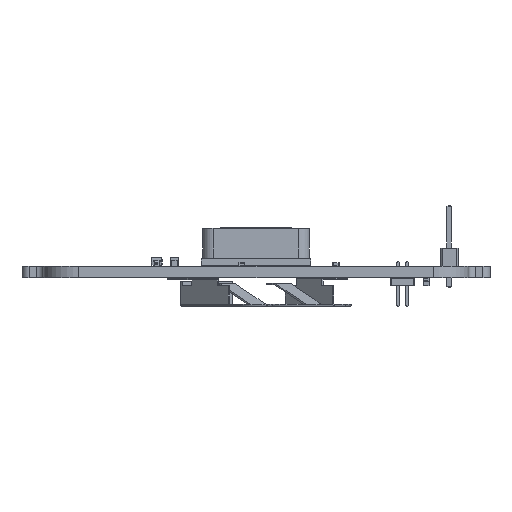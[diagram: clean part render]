
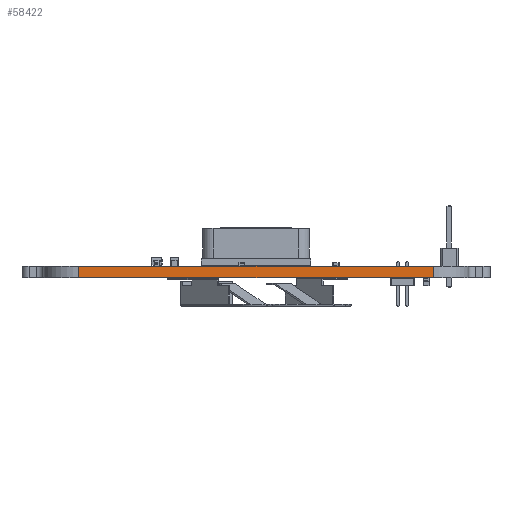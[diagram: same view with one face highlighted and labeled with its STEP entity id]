
A CAD part, left-side view. The second image highlights one B-rep face of the part: STEP entity #58422.
In plain terms, the highlighted planar face has unit normal (-1, 0, 0).
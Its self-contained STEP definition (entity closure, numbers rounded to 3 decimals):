
#52995 = PLANE('',#52996);
#52996 = AXIS2_PLACEMENT_3D('',#52997,#52998,#52999);
#52997 = CARTESIAN_POINT('',(0.007,0.007,1.6));
#52998 = DIRECTION('',(0.,0.,1.));
#52999 = DIRECTION('',(1.,0.,-0.));
#53023 = CYLINDRICAL_SURFACE('',#53024,5.);
#53024 = AXIS2_PLACEMENT_3D('',#53025,#53026,#53027);
#53025 = CARTESIAN_POINT('',(-25.,25.,0.));
#53026 = DIRECTION('',(-0.,-0.,-1.));
#53027 = DIRECTION('',(1.,0.,-0.));
#53049 = PLANE('',#53050);
#53050 = AXIS2_PLACEMENT_3D('',#53051,#53052,#53053);
#53051 = CARTESIAN_POINT('',(0.007,0.007,0.));
#53052 = DIRECTION('',(0.,0.,1.));
#53053 = DIRECTION('',(1.,0.,-0.));
#53142 = VERTEX_POINT('',#53143);
#53143 = CARTESIAN_POINT('',(-30.,25.,1.6));
#53165 = EDGE_CURVE('',#53166,#53142,#53168,.T.);
#53166 = VERTEX_POINT('',#53167);
#53167 = CARTESIAN_POINT('',(-30.,25.,0.));
#53168 = SURFACE_CURVE('',#53169,(#53173,#53180),.PCURVE_S1.);
#53169 = LINE('',#53170,#53171);
#53170 = CARTESIAN_POINT('',(-30.,25.,0.));
#53171 = VECTOR('',#53172,1.);
#53172 = DIRECTION('',(0.,0.,1.));
#53173 = PCURVE('',#53023,#53174);
#53174 = DEFINITIONAL_REPRESENTATION('',(#53175),#53179);
#53175 = LINE('',#53176,#53177);
#53176 = CARTESIAN_POINT('',(-3.142,0.));
#53177 = VECTOR('',#53178,1.);
#53178 = DIRECTION('',(-0.,-1.));
#53179 = ( GEOMETRIC_REPRESENTATION_CONTEXT(2) 
PARAMETRIC_REPRESENTATION_CONTEXT() REPRESENTATION_CONTEXT('2D SPACE',''
  ) );
#53180 = PCURVE('',#53181,#53186);
#53181 = PLANE('',#53182);
#53182 = AXIS2_PLACEMENT_3D('',#53183,#53184,#53185);
#53183 = CARTESIAN_POINT('',(-30.,25.,0.));
#53184 = DIRECTION('',(1.,0.,-0.));
#53185 = DIRECTION('',(0.,-1.,0.));
#53186 = DEFINITIONAL_REPRESENTATION('',(#53187),#53191);
#53187 = LINE('',#53188,#53189);
#53188 = CARTESIAN_POINT('',(0.,0.));
#53189 = VECTOR('',#53190,1.);
#53190 = DIRECTION('',(0.,-1.));
#53191 = ( GEOMETRIC_REPRESENTATION_CONTEXT(2) 
PARAMETRIC_REPRESENTATION_CONTEXT() REPRESENTATION_CONTEXT('2D SPACE',''
  ) );
#53220 = EDGE_CURVE('',#53166,#53221,#53223,.T.);
#53221 = VERTEX_POINT('',#53222);
#53222 = CARTESIAN_POINT('',(-30.,-25.,0.));
#53223 = SURFACE_CURVE('',#53224,(#53228,#53235),.PCURVE_S1.);
#53224 = LINE('',#53225,#53226);
#53225 = CARTESIAN_POINT('',(-30.,25.,0.));
#53226 = VECTOR('',#53227,1.);
#53227 = DIRECTION('',(0.,-1.,0.));
#53228 = PCURVE('',#53049,#53229);
#53229 = DEFINITIONAL_REPRESENTATION('',(#53230),#53234);
#53230 = LINE('',#53231,#53232);
#53231 = CARTESIAN_POINT('',(-30.007,24.993));
#53232 = VECTOR('',#53233,1.);
#53233 = DIRECTION('',(0.,-1.));
#53234 = ( GEOMETRIC_REPRESENTATION_CONTEXT(2) 
PARAMETRIC_REPRESENTATION_CONTEXT() REPRESENTATION_CONTEXT('2D SPACE',''
  ) );
#53235 = PCURVE('',#53181,#53236);
#53236 = DEFINITIONAL_REPRESENTATION('',(#53237),#53241);
#53237 = LINE('',#53238,#53239);
#53238 = CARTESIAN_POINT('',(0.,0.));
#53239 = VECTOR('',#53240,1.);
#53240 = DIRECTION('',(1.,0.));
#53241 = ( GEOMETRIC_REPRESENTATION_CONTEXT(2) 
PARAMETRIC_REPRESENTATION_CONTEXT() REPRESENTATION_CONTEXT('2D SPACE',''
  ) );
#53260 = CYLINDRICAL_SURFACE('',#53261,5.);
#53261 = AXIS2_PLACEMENT_3D('',#53262,#53263,#53264);
#53262 = CARTESIAN_POINT('',(-25.,-25.,0.));
#53263 = DIRECTION('',(-0.,-0.,-1.));
#53264 = DIRECTION('',(1.,0.,-0.));
#56043 = EDGE_CURVE('',#53142,#56044,#56046,.T.);
#56044 = VERTEX_POINT('',#56045);
#56045 = CARTESIAN_POINT('',(-30.,-25.,1.6));
#56046 = SURFACE_CURVE('',#56047,(#56051,#56058),.PCURVE_S1.);
#56047 = LINE('',#56048,#56049);
#56048 = CARTESIAN_POINT('',(-30.,25.,1.6));
#56049 = VECTOR('',#56050,1.);
#56050 = DIRECTION('',(0.,-1.,0.));
#56051 = PCURVE('',#52995,#56052);
#56052 = DEFINITIONAL_REPRESENTATION('',(#56053),#56057);
#56053 = LINE('',#56054,#56055);
#56054 = CARTESIAN_POINT('',(-30.007,24.993));
#56055 = VECTOR('',#56056,1.);
#56056 = DIRECTION('',(0.,-1.));
#56057 = ( GEOMETRIC_REPRESENTATION_CONTEXT(2) 
PARAMETRIC_REPRESENTATION_CONTEXT() REPRESENTATION_CONTEXT('2D SPACE',''
  ) );
#56058 = PCURVE('',#53181,#56059);
#56059 = DEFINITIONAL_REPRESENTATION('',(#56060),#56064);
#56060 = LINE('',#56061,#56062);
#56061 = CARTESIAN_POINT('',(0.,-1.6));
#56062 = VECTOR('',#56063,1.);
#56063 = DIRECTION('',(1.,0.));
#56064 = ( GEOMETRIC_REPRESENTATION_CONTEXT(2) 
PARAMETRIC_REPRESENTATION_CONTEXT() REPRESENTATION_CONTEXT('2D SPACE',''
  ) );
#58422 = ADVANCED_FACE('',(#58423),#53181,.F.);
#58423 = FACE_BOUND('',#58424,.F.);
#58424 = EDGE_LOOP('',(#58425,#58426,#58427,#58448));
#58425 = ORIENTED_EDGE('',*,*,#53165,.T.);
#58426 = ORIENTED_EDGE('',*,*,#56043,.T.);
#58427 = ORIENTED_EDGE('',*,*,#58428,.F.);
#58428 = EDGE_CURVE('',#53221,#56044,#58429,.T.);
#58429 = SURFACE_CURVE('',#58430,(#58434,#58441),.PCURVE_S1.);
#58430 = LINE('',#58431,#58432);
#58431 = CARTESIAN_POINT('',(-30.,-25.,0.));
#58432 = VECTOR('',#58433,1.);
#58433 = DIRECTION('',(0.,0.,1.));
#58434 = PCURVE('',#53181,#58435);
#58435 = DEFINITIONAL_REPRESENTATION('',(#58436),#58440);
#58436 = LINE('',#58437,#58438);
#58437 = CARTESIAN_POINT('',(50.,0.));
#58438 = VECTOR('',#58439,1.);
#58439 = DIRECTION('',(0.,-1.));
#58440 = ( GEOMETRIC_REPRESENTATION_CONTEXT(2) 
PARAMETRIC_REPRESENTATION_CONTEXT() REPRESENTATION_CONTEXT('2D SPACE',''
  ) );
#58441 = PCURVE('',#53260,#58442);
#58442 = DEFINITIONAL_REPRESENTATION('',(#58443),#58447);
#58443 = LINE('',#58444,#58445);
#58444 = CARTESIAN_POINT('',(-3.142,0.));
#58445 = VECTOR('',#58446,1.);
#58446 = DIRECTION('',(-0.,-1.));
#58447 = ( GEOMETRIC_REPRESENTATION_CONTEXT(2) 
PARAMETRIC_REPRESENTATION_CONTEXT() REPRESENTATION_CONTEXT('2D SPACE',''
  ) );
#58448 = ORIENTED_EDGE('',*,*,#53220,.F.);
